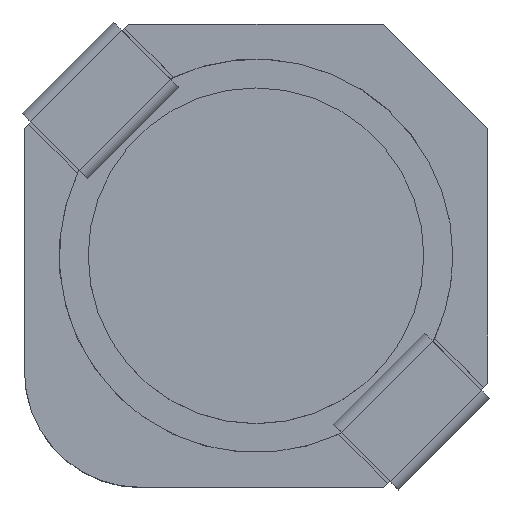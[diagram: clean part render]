
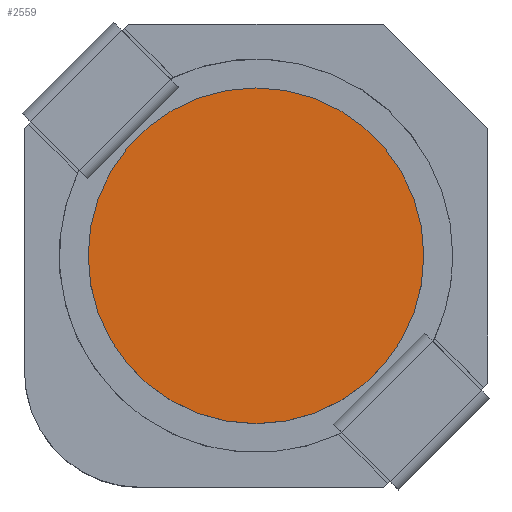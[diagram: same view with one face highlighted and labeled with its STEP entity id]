
A CAD part, top view. The second image highlights one B-rep face of the part: STEP entity #2559.
In plain terms, the highlighted planar face has unit normal (0, 0, 1).
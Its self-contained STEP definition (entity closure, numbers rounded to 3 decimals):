
#64 = VERTEX_POINT ( 'NONE', #2088 ) ;
#96 = PLANE ( 'NONE',  #284 ) ;
#101 = AXIS2_PLACEMENT_3D ( 'NONE', #1738, #1751, #2158 ) ;
#193 = CARTESIAN_POINT ( 'NONE',  ( 0., 0., 2. ) ) ;
#284 = AXIS2_PLACEMENT_3D ( 'NONE', #1379, #2457, #1169 ) ;
#423 = EDGE_LOOP ( 'NONE', ( #2667, #2367 ) ) ;
#559 = VERTEX_POINT ( 'NONE', #2520 ) ;
#581 = CIRCLE ( 'NONE', #977, 1.45 ) ;
#977 = AXIS2_PLACEMENT_3D ( 'NONE', #193, #1928, #1268 ) ;
#1048 = CIRCLE ( 'NONE', #101, 1.45 ) ;
#1169 = DIRECTION ( 'NONE',  ( 1., 0., 0. ) ) ;
#1268 = DIRECTION ( 'NONE',  ( 1., 0., 0. ) ) ;
#1379 = CARTESIAN_POINT ( 'NONE',  ( 0., 0., 2. ) ) ;
#1738 = CARTESIAN_POINT ( 'NONE',  ( 0., 0., 2. ) ) ;
#1751 = DIRECTION ( 'NONE',  ( 0., 0., 1. ) ) ;
#1928 = DIRECTION ( 'NONE',  ( 0., 0., 1. ) ) ;
#2064 = EDGE_CURVE ( 'NONE', #64, #559, #581, .T. ) ;
#2088 = CARTESIAN_POINT ( 'NONE',  ( 1.45, 0., 2. ) ) ;
#2158 = DIRECTION ( 'NONE',  ( 1., 0., 0. ) ) ;
#2278 = FACE_OUTER_BOUND ( 'NONE', #423, .T. ) ;
#2279 = EDGE_CURVE ( 'NONE', #559, #64, #1048, .T. ) ;
#2367 = ORIENTED_EDGE ( 'NONE', *, *, #2279, .T. ) ;
#2457 = DIRECTION ( 'NONE',  ( 0., 0., 1. ) ) ;
#2520 = CARTESIAN_POINT ( 'NONE',  ( -1.45, 0., 2. ) ) ;
#2559 = ADVANCED_FACE ( 'NONE', ( #2278 ), #96, .T. ) ;
#2667 = ORIENTED_EDGE ( 'NONE', *, *, #2064, .T. ) ;
